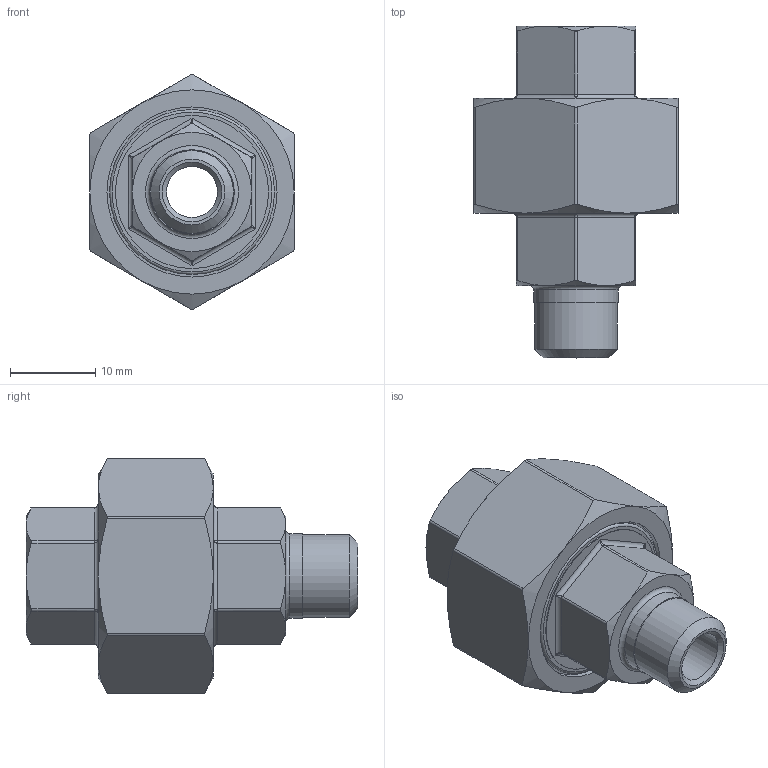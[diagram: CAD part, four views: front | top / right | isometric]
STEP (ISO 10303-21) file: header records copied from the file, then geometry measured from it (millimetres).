
FILE_DESCRIPTION(/* description */ (''),/* implementation_level */ '2;1');
FILE_NAME(/* name */ 'KI-316-006 Aschl.stp',/* time_stamp */ '2016-06-01T16:45:56+02:00',/* author */ ('hochmair'),/* organization */ (''),/* preprocessor_version */ 'ST-DEVELOPER v15.6',/* originating_system */ 'Autodesk Inventor 2015',/* authorisation */ '');
FILE_SCHEMA (('AUTOMOTIVE_DESIGN { 1 0 10303 214 3 1 1 }'));
Length unit declared in the file: millimetre
Products named in the file (1): TB33381560
Bounding box: 24 x 39 x 27.62 mm (x, y, z)
Volume: 7780.6 mm3; surface area: 4171.6 mm2
Topology: 1 solids, 1 shells, 111 faces, 251 edges, 138 vertices
Faces by surface type: cylinder 38, cone 31, plane 28, bspline 12, torus 2
Full cylindrical faces by diameter (mm): 6 x1, 8.566 x1, 9.728 x1, 9.928 x1, 10.128 x1, 18 x1, 19.4 x1, 20 x1
Entity records: 3213 total; most frequent: CARTESIAN_POINT 1060, ORIENTED_EDGE 432, DIRECTION 428, EDGE_CURVE 216, AXIS2_PLACEMENT_3D 184, EDGE_LOOP 138, VERTEX_POINT 132, FACE_OUTER_BOUND 111
